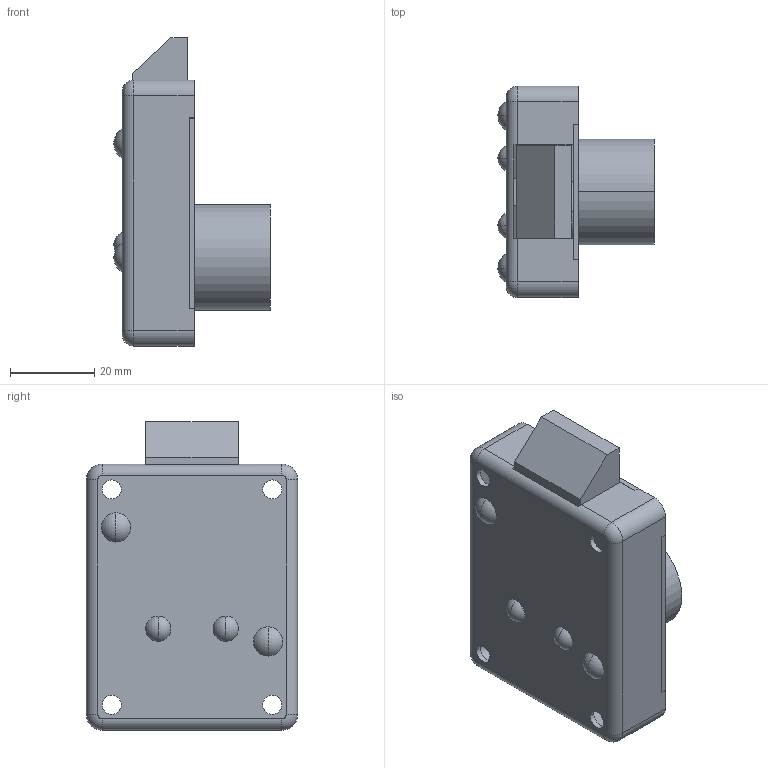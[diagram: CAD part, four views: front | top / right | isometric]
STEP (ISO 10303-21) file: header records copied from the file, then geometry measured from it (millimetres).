
FILE_DESCRIPTION (( 'STEP AP203' ), '1' );
FILE_NAME ('C-133-1.STEP', '2012-09-07T06:09:14', ( '11sw' ), ( 'タキゲン製造株式会社' ), 'SwSTEP 2.0', 'SolidWorks 2011', '' );
FILE_SCHEMA (( 'CONFIG_CONTROL_DESIGN' ));
Length unit declared in the file: millimetre
Products named in the file (8): C-133-1カバー_; C-133-1; 廫帤寠晅嶮偹偠M3_M3亊L6; C-133-1ピンC_; C-133-1ラッチ組立_; C-133-1ローター_; C-133-1僔儕儞僟乕働乕僗_; C-133本体_
Assembly tree (9 placements, depth 2):
  C-133-1
    廫帤寠晅嶮偹偠M3_M3亊L6  x2
    C-133-1ピンC_  x2
    C-133-1ラッチ組立_
    C-133-1ローター_
    C-133-1僔儕儞僟乕働乕僗_
    C-133本体_
    C-133-1カバー_
Bounding box: 37 x 50 x 73 mm (x, y, z)
Volume: 26737.1 mm3; surface area: 26730.1 mm2
Topology: 9 solids, 9 shells, 250 faces, 622 edges, 404 vertices
Faces by surface type: plane 135, cylinder 75, cone 16, torus 12, sphere 12
Entity records: 7334 total; most frequent: DIRECTION 1172, CARTESIAN_POINT 1106, ORIENTED_EDGE 1068, EDGE_CURVE 534, AXIS2_PLACEMENT_3D 413, VERTEX_POINT 347, VECTOR 346, LINE 346
